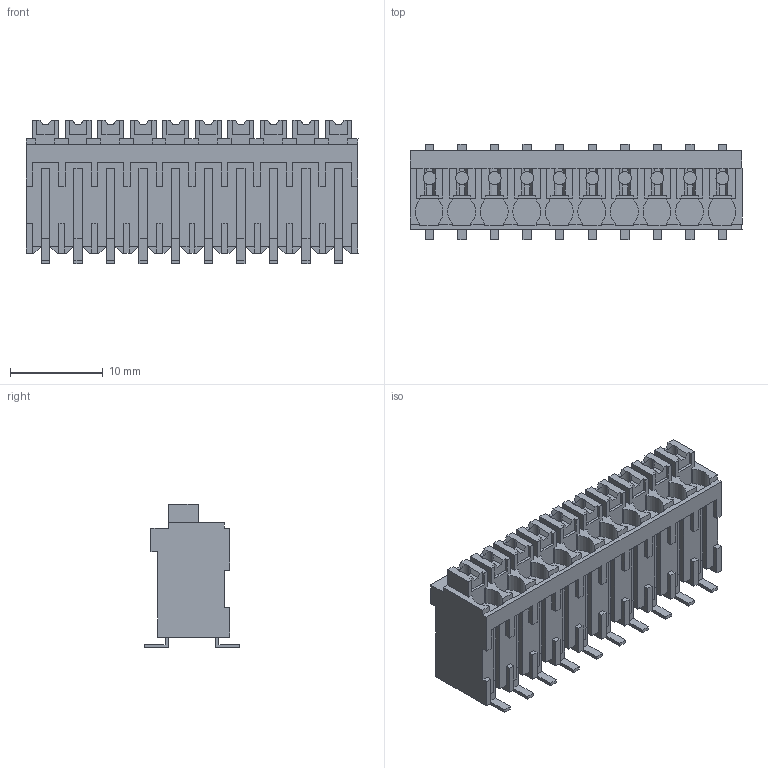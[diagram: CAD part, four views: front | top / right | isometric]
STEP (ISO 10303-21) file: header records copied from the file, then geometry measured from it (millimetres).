
FILE_DESCRIPTION(('CATIA V5 STEP Exchange','CAx-IF Rec.Pracs.--- Model Styling and Organization---1.2---2011-12-15'),'2;1');
FILE_NAME ('D1450262_0_1250450000_1250450000.stp','2018-03-23T12:59:12+00:00',('none'),('Weidmueller'),'CATIA Version 5-6 Release 2014','CATIA V5 STEP AP214','none');
FILE_SCHEMA(('AUTOMOTIVE_DESIGN { 1 0 10303 214 1 1 1 1 }'));
Length unit declared in the file: millimetre
Products named in the file (1): 1250450000
Bounding box: 35.7 x 10.3 x 15.46 mm (x, y, z)
Volume: 2847.7 mm3; surface area: 3353.7 mm2
Topology: 31 solids, 31 shells, 816 faces, 2342 edges, 1578 vertices
Faces by surface type: plane 776, cylinder 40
Entity records: 24487 total; most frequent: CARTESIAN_POINT 4924, ORIENTED_EDGE 4684, DIRECTION 3008, EDGE_CURVE 2342, VECTOR 2182, LINE 2182, VERTEX_POINT 1578, EDGE_LOOP 826
